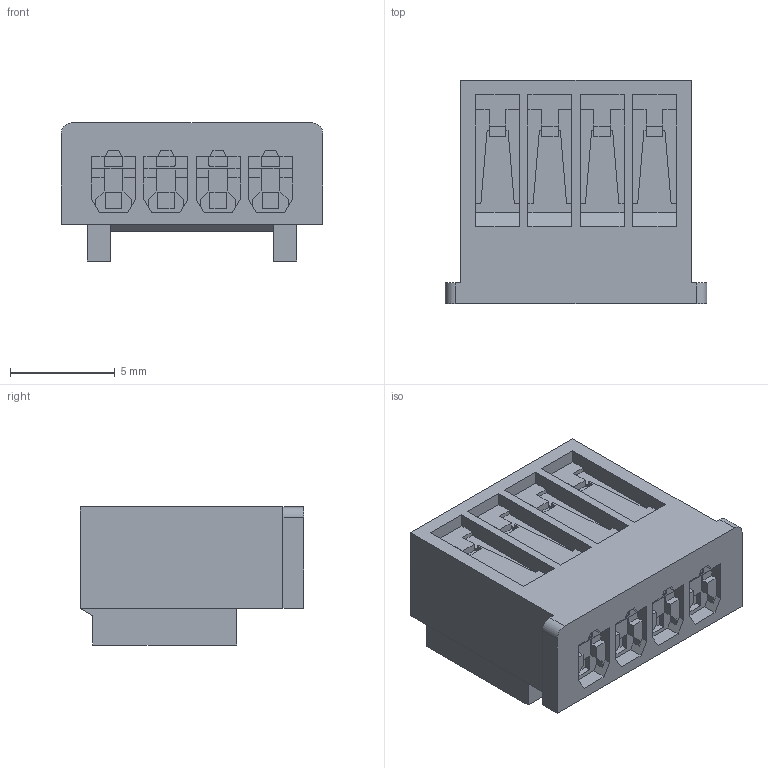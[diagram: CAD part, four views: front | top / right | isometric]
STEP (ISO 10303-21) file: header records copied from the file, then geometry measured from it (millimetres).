
FILE_DESCRIPTION((''),'2;1');
FILE_NAME('511910400','2013-12-10T',('me'),(''),'PRO/ENGINEER BY PARAMETRIC TECHNOLOGY CORPORATION, 2011490','PRO/ENGINEER BY PARAMETRIC TECHNOLOGY CORPORATION, 2011490','');
FILE_SCHEMA(('CONFIG_CONTROL_DESIGN'));
Length unit declared in the file: millimetre
Products named in the file (1): 511910400
Bounding box: 12.5 x 10.7 x 6.6 mm (x, y, z)
Volume: 550.4 mm3; surface area: 645.9 mm2
Topology: 1 solids, 1 shells, 349 faces, 952 edges, 632 vertices
Faces by surface type: plane 339, cylinder 10
Entity records: 10793 total; most frequent: CARTESIAN_POINT 1920, ORIENTED_EDGE 1890, DIRECTION 1672, EDGE_CURVE 945, VECTOR 932, LINE 932, VERTEX_POINT 618, AXIS2_PLACEMENT_3D 370
